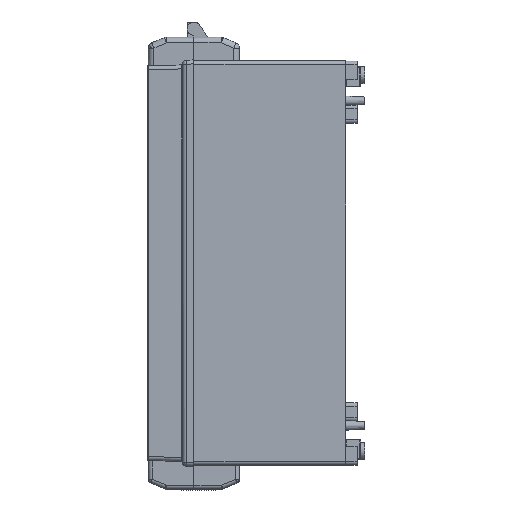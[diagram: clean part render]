
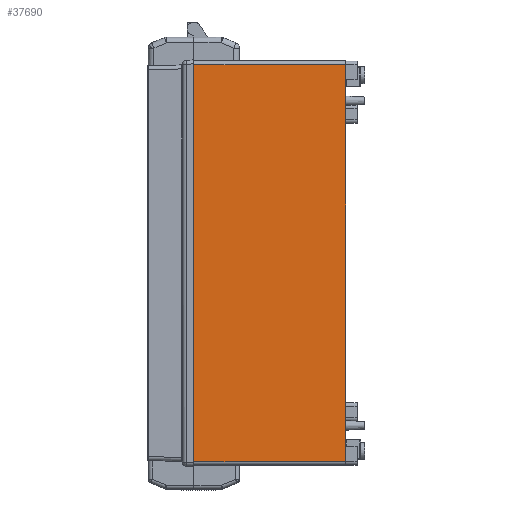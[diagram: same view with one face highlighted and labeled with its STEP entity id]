
A CAD part, left-side view. The second image highlights one B-rep face of the part: STEP entity #37690.
In plain terms, the highlighted planar face has unit normal (-1, 0, 0).
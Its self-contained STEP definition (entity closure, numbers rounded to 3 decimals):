
#931 = CARTESIAN_POINT ( 'NONE',  ( 1256.836, -1.356, -40.89 ) ) ;
#2006 = VECTOR ( 'NONE', #4811, 1000. ) ;
#4598 = LINE ( 'NONE', #69986, #2006 ) ;
#4811 = DIRECTION ( 'NONE',  ( 0., 1., 0. ) ) ;
#7772 = VECTOR ( 'NONE', #15124, 1000. ) ;
#8209 = VECTOR ( 'NONE', #68830, 1000. ) ;
#12513 = CARTESIAN_POINT ( 'NONE',  ( 1256.836, -1.356, 168.11 ) ) ;
#15124 = DIRECTION ( 'NONE',  ( 0., -1., 0. ) ) ;
#18444 = DIRECTION ( 'NONE',  ( 1., 0., 0. ) ) ;
#19971 = EDGE_CURVE ( 'NONE', #66704, #100023, #29447, .T. ) ;
#28027 = VERTEX_POINT ( 'NONE', #79379 ) ;
#29447 = LINE ( 'NONE', #88164, #7772 ) ;
#30457 = CARTESIAN_POINT ( 'NONE',  ( 1256.836, -1.356, 63.61 ) ) ;
#35098 = VECTOR ( 'NONE', #71399, 1000. ) ;
#37690 = ADVANCED_FACE ( 'NONE', ( #70571 ), #59067, .F. ) ;
#41828 = EDGE_CURVE ( 'NONE', #91911, #28027, #4598, .T. ) ;
#53646 = AXIS2_PLACEMENT_3D ( 'NONE', #67250, #18444, #75472 ) ;
#56719 = LINE ( 'NONE', #30457, #35098 ) ;
#58065 = ORIENTED_EDGE ( 'NONE', *, *, #41828, .F. ) ;
#59067 = PLANE ( 'NONE',  #53646 ) ;
#60636 = CARTESIAN_POINT ( 'NONE',  ( 1256.836, 78.644, 63.61 ) ) ;
#64242 = EDGE_LOOP ( 'NONE', ( #72976, #58065, #99684, #83980 ) ) ;
#66501 = CARTESIAN_POINT ( 'NONE',  ( 1256.836, 78.644, 168.11 ) ) ;
#66704 = VERTEX_POINT ( 'NONE', #66501 ) ;
#67250 = CARTESIAN_POINT ( 'NONE',  ( 1256.836, 38.644, 63.61 ) ) ;
#68830 = DIRECTION ( 'NONE',  ( 0., 0., 1. ) ) ;
#69986 = CARTESIAN_POINT ( 'NONE',  ( 1256.836, 38.644, -40.89 ) ) ;
#70571 = FACE_OUTER_BOUND ( 'NONE', #64242, .T. ) ;
#71399 = DIRECTION ( 'NONE',  ( 0., 0., 1. ) ) ;
#72976 = ORIENTED_EDGE ( 'NONE', *, *, #87706, .F. ) ;
#73216 = LINE ( 'NONE', #60636, #8209 ) ;
#75472 = DIRECTION ( 'NONE',  ( 0., 0., -1. ) ) ;
#79379 = CARTESIAN_POINT ( 'NONE',  ( 1256.836, 78.644, -40.89 ) ) ;
#83980 = ORIENTED_EDGE ( 'NONE', *, *, #19971, .F. ) ;
#87242 = EDGE_CURVE ( 'NONE', #91911, #100023, #56719, .T. ) ;
#87706 = EDGE_CURVE ( 'NONE', #28027, #66704, #73216, .T. ) ;
#88164 = CARTESIAN_POINT ( 'NONE',  ( 1256.836, 38.644, 168.11 ) ) ;
#91911 = VERTEX_POINT ( 'NONE', #931 ) ;
#99684 = ORIENTED_EDGE ( 'NONE', *, *, #87242, .T. ) ;
#100023 = VERTEX_POINT ( 'NONE', #12513 ) ;
